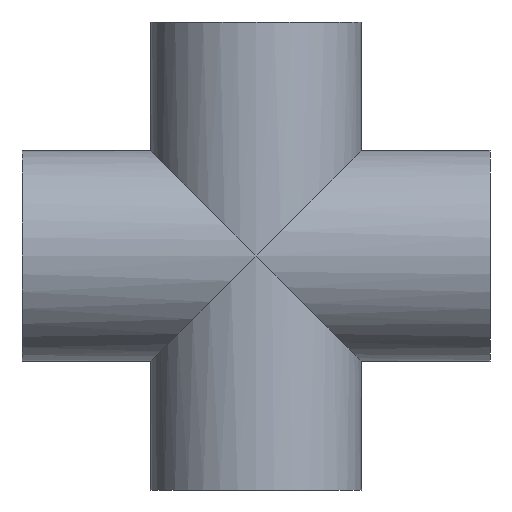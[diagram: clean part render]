
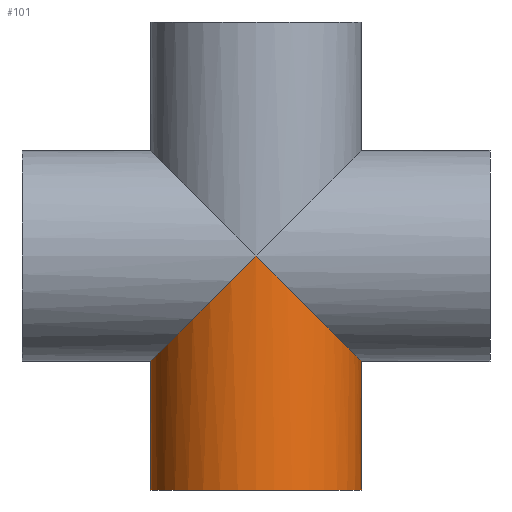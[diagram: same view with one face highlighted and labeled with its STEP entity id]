
A CAD part, front view. The second image highlights one B-rep face of the part: STEP entity #101.
In plain terms, the highlighted cylindrical face has radius 11.5 mm (diameter 23 mm), a partial arc.
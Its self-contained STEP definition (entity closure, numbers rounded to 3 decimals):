
#101=ADVANCED_FACE('',(#201),#202,.T.);
#201=FACE_OUTER_BOUND('',#297,.T.);
#202=CYLINDRICAL_SURFACE('',#298,11.5);
#297=EDGE_LOOP('',(#519,#520,#521,#522,#523));
#298=AXIS2_PLACEMENT_3D('',#524,#525,#526);
#519=ORIENTED_EDGE('',*,*,#560,.T.);
#520=ORIENTED_EDGE('',*,*,#576,.T.);
#521=ORIENTED_EDGE('',*,*,#567,.T.);
#522=ORIENTED_EDGE('',*,*,#562,.T.);
#523=ORIENTED_EDGE('',*,*,#640,.F.);
#524=CARTESIAN_POINT('',(0.0,0.0,0.0));
#525=DIRECTION('',(0.0,0.0,1.0));
#526=DIRECTION('',(1.0,0.0,0.0));
#560=EDGE_CURVE('',#658,#659,#660,.T.);
#562=EDGE_CURVE('',#663,#661,#664,.T.);
#567=EDGE_CURVE('',#670,#663,#671,.T.);
#576=EDGE_CURVE('',#659,#670,#683,.T.);
#640=EDGE_CURVE('',#658,#661,#769,.T.);
#658=VERTEX_POINT('',#789);
#659=VERTEX_POINT('',#790);
#660=LINE('',#791,#792);
#661=VERTEX_POINT('',#793);
#663=VERTEX_POINT('',#795);
#664=LINE('',#796,#797);
#670=VERTEX_POINT('',#804);
#671=ELLIPSE('',#805,16.263,11.5);
#683=ELLIPSE('',#820,16.263,11.5);
#769=CIRCLE('',#922,11.5);
#789=CARTESIAN_POINT('',(11.5,0.0,-25.5));
#790=CARTESIAN_POINT('',(11.5,0.,-11.5));
#791=CARTESIAN_POINT('',(11.5,0.,0.0));
#792=VECTOR('',#939,1.0);
#793=CARTESIAN_POINT('',(-11.5,0.,-25.5));
#795=CARTESIAN_POINT('',(-11.5,0.,-11.5));
#796=CARTESIAN_POINT('',(-11.5,0.,0.0));
#797=VECTOR('',#943,1.0);
#804=CARTESIAN_POINT('',(0.0,-11.5,0.0));
#805=AXIS2_PLACEMENT_3D('',#951,#952,#953);
#820=AXIS2_PLACEMENT_3D('',#969,#970,#971);
#922=AXIS2_PLACEMENT_3D('',#1066,#1067,#1068);
#939=DIRECTION('',(0.0,0.0,1.0));
#943=DIRECTION('',(-0.0,-0.0,-1.0));
#951=CARTESIAN_POINT('',(0.0,0.0,0.0));
#952=DIRECTION('',(0.707,0.0,-0.707));
#953=DIRECTION('',(-0.707,0.0,-0.707));
#969=CARTESIAN_POINT('',(0.0,0.0,0.0));
#970=DIRECTION('',(-0.707,-0.0,-0.707));
#971=DIRECTION('',(0.707,0.0,-0.707));
#1066=CARTESIAN_POINT('',(0.0,0.0,-25.5));
#1067=DIRECTION('',(0.0,0.0,-1.0));
#1068=DIRECTION('',(1.0,0.0,0.0));
